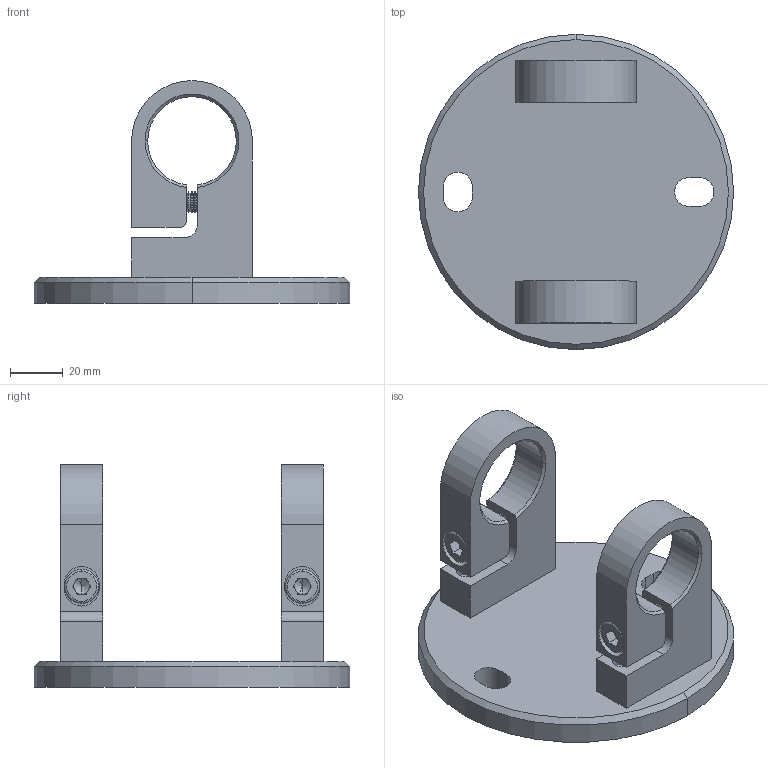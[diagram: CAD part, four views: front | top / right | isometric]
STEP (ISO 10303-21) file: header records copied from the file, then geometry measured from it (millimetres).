
FILE_DESCRIPTION (( 'STEP AP203' ), '1' );
FILE_NAME ('50139-240.step', '2019-05-03T08:22:36', ( '' ), ( '' ), 'SwSTEP 2.0', 'SolidWorks 2015', '' );
FILE_SCHEMA (( 'CONFIG_CONTROL_DESIGN' ));
Length unit declared in the file: millimetre
Products named in the file (5): 6020X-240 Teil1 Konfig_50139-240 Teil1; socket head cap screw_din_DIN 912 M8 x 30 --- 30S; socket countersunk head screw_din_DIN 7991 - M8 x 20 --- 20S; 50138-240P Konfig_50139-240 Teil1; 50139-240
Assembly tree (9 placements, depth 2):
  50139-240
    50138-240P Konfig_50139-240 Teil1
    6020X-240 Teil1 Konfig_50139-240 Teil1  x2
    socket head cap screw_din_DIN 912 M8 x 30 --- 30S  x2
    socket countersunk head screw_din_DIN 7991 - M8 x 20 --- 20S  x4
Bounding box: 120 x 120 x 84.85 mm (x, y, z)
Volume: 169956.1 mm3; surface area: 60508.7 mm2
Topology: 9 solids, 9 shells, 1031 faces, 2651 edges, 1658 vertices
Faces by surface type: cone 406, plane 255, cylinder 251, bspline 103, torus 16
Entity records: 23280 total; most frequent: CARTESIAN_POINT 9408, ORIENTED_EDGE 2858, DIRECTION 2595, EDGE_CURVE 1429, VERTEX_POINT 914, AXIS2_PLACEMENT_3D 913, LINE 769, VECTOR 769
